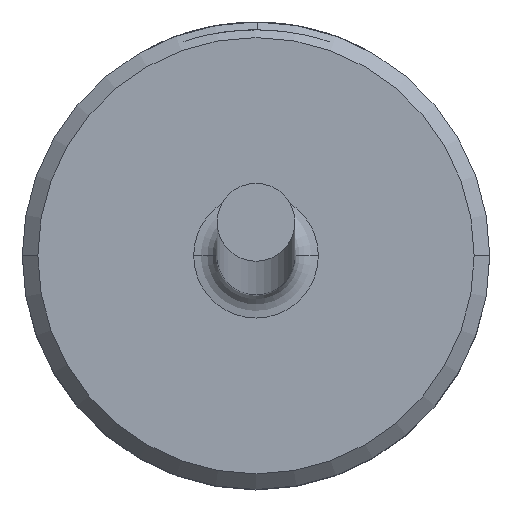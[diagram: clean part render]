
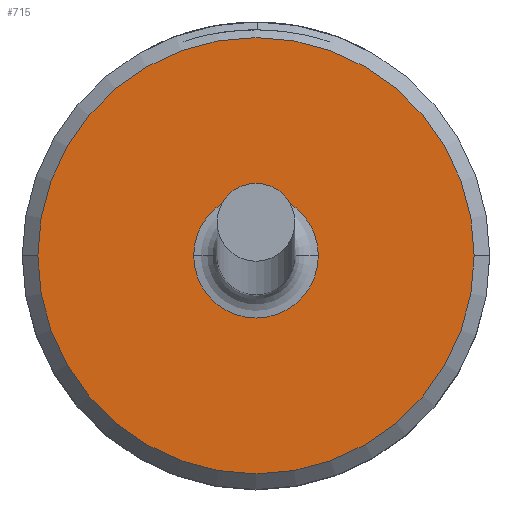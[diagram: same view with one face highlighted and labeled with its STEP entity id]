
A CAD part, top view. The second image highlights one B-rep face of the part: STEP entity #715.
In plain terms, the highlighted planar face has unit normal (0, 0, 1).
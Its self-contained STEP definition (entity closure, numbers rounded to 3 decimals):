
#11 = ORIENTED_EDGE ( 'NONE', *, *, #923, .T. ) ;
#64 = CIRCLE ( 'NONE', #278, 2.8 ) ;
#67 = DIRECTION ( 'NONE',  ( 1., 0., 0. ) ) ;
#68 = AXIS2_PLACEMENT_3D ( 'NONE', #781, #617, #67 ) ;
#75 = CARTESIAN_POINT ( 'NONE',  ( 0.8, 0., 4. ) ) ;
#149 = FACE_OUTER_BOUND ( 'NONE', #583, .T. ) ;
#176 = AXIS2_PLACEMENT_3D ( 'NONE', #339, #959, #427 ) ;
#179 = FACE_BOUND ( 'NONE', #268, .T. ) ;
#226 = DIRECTION ( 'NONE',  ( 1., 0., 0. ) ) ;
#250 = ORIENTED_EDGE ( 'NONE', *, *, #750, .T. ) ;
#268 = EDGE_LOOP ( 'NONE', ( #250, #11 ) ) ;
#278 = AXIS2_PLACEMENT_3D ( 'NONE', #411, #329, #226 ) ;
#329 = DIRECTION ( 'NONE',  ( 0., 0., 1. ) ) ;
#339 = CARTESIAN_POINT ( 'NONE',  ( 0., 0., 4. ) ) ;
#411 = CARTESIAN_POINT ( 'NONE',  ( 0., 0., 4. ) ) ;
#427 = DIRECTION ( 'NONE',  ( -1., 0., 0. ) ) ;
#440 = DIRECTION ( 'NONE',  ( 0., 0., -1. ) ) ;
#441 = EDGE_CURVE ( 'NONE', #981, #649, #597, .T. ) ;
#515 = EDGE_CURVE ( 'NONE', #649, #981, #64, .T. ) ;
#583 = EDGE_LOOP ( 'NONE', ( #1074, #637 ) ) ;
#597 = CIRCLE ( 'NONE', #954, 2.8 ) ;
#617 = DIRECTION ( 'NONE',  ( 0., 0., 1. ) ) ;
#637 = ORIENTED_EDGE ( 'NONE', *, *, #441, .T. ) ;
#649 = VERTEX_POINT ( 'NONE', #1028 ) ;
#715 = ADVANCED_FACE ( 'NONE', ( #149, #179 ), #1054, .T. ) ;
#750 = EDGE_CURVE ( 'NONE', #768, #755, #1050, .T. ) ;
#755 = VERTEX_POINT ( 'NONE', #75 ) ;
#768 = VERTEX_POINT ( 'NONE', #1144 ) ;
#781 = CARTESIAN_POINT ( 'NONE',  ( 0., 0., 4. ) ) ;
#784 = CARTESIAN_POINT ( 'NONE',  ( 2.8, 0., 4. ) ) ;
#911 = CIRCLE ( 'NONE', #176, 0.8 ) ;
#914 = DIRECTION ( 'NONE',  ( 1., 0., 0. ) ) ;
#917 = DIRECTION ( 'NONE',  ( 0., 0., 1. ) ) ;
#919 = AXIS2_PLACEMENT_3D ( 'NONE', #976, #440, #1064 ) ;
#923 = EDGE_CURVE ( 'NONE', #755, #768, #911, .T. ) ;
#954 = AXIS2_PLACEMENT_3D ( 'NONE', #1005, #917, #914 ) ;
#959 = DIRECTION ( 'NONE',  ( 0., 0., -1. ) ) ;
#976 = CARTESIAN_POINT ( 'NONE',  ( 0., 0., 4. ) ) ;
#981 = VERTEX_POINT ( 'NONE', #784 ) ;
#1005 = CARTESIAN_POINT ( 'NONE',  ( 0., 0., 4. ) ) ;
#1028 = CARTESIAN_POINT ( 'NONE',  ( -2.8, 0., 4. ) ) ;
#1050 = CIRCLE ( 'NONE', #919, 0.8 ) ;
#1054 = PLANE ( 'NONE',  #68 ) ;
#1064 = DIRECTION ( 'NONE',  ( -1., 0., 0. ) ) ;
#1074 = ORIENTED_EDGE ( 'NONE', *, *, #515, .T. ) ;
#1144 = CARTESIAN_POINT ( 'NONE',  ( -0.8, 0., 4. ) ) ;
